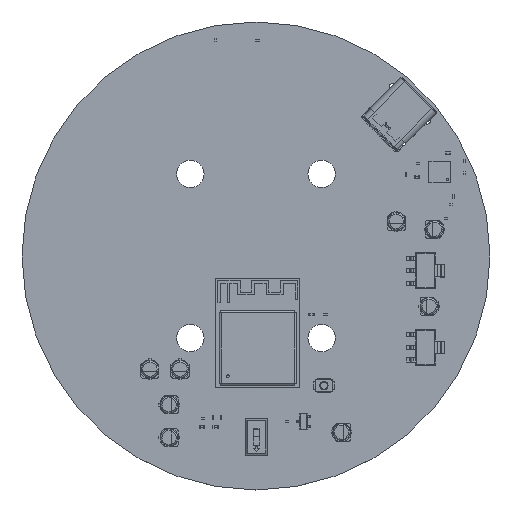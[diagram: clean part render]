
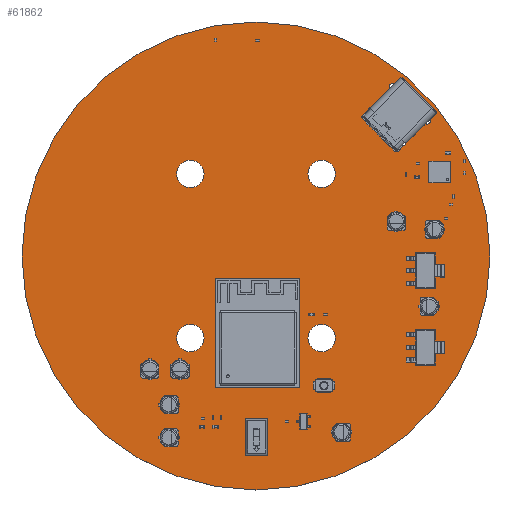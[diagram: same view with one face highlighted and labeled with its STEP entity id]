
A CAD part, top view. The second image highlights one B-rep face of the part: STEP entity #61862.
In plain terms, the highlighted planar face has unit normal (0, 0, 1).
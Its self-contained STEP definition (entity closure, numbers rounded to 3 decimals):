
#61717 = VERTEX_POINT('',#61718);
#61718 = CARTESIAN_POINT('',(85.636,-42.812,1.6));
#61724 = EDGE_CURVE('',#61717,#61717,#61725,.T.);
#61725 = CIRCLE('',#61726,42.75);
#61726 = AXIS2_PLACEMENT_3D('',#61727,#61728,#61729);
#61727 = CARTESIAN_POINT('',(42.886,-42.812,1.6));
#61728 = DIRECTION('',(0.,0.,1.));
#61729 = DIRECTION('',(1.,0.,-0.));
#61862 = ADVANCED_FACE('',(#61863,#61866,#61877,#61888,#61899,#61910,
    #61921,#61932,#61943,#61954,#61965),#61976,.T.);
#61863 = FACE_BOUND('',#61864,.T.);
#61864 = EDGE_LOOP('',(#61865));
#61865 = ORIENTED_EDGE('',*,*,#61724,.T.);
#61866 = FACE_BOUND('',#61867,.T.);
#61867 = EDGE_LOOP('',(#61868));
#61868 = ORIENTED_EDGE('',*,*,#61869,.F.);
#61869 = EDGE_CURVE('',#61870,#61870,#61872,.T.);
#61870 = VERTEX_POINT('',#61871);
#61871 = CARTESIAN_POINT('',(33.386,-57.812,1.6));
#61872 = CIRCLE('',#61873,2.5);
#61873 = AXIS2_PLACEMENT_3D('',#61874,#61875,#61876);
#61874 = CARTESIAN_POINT('',(30.886,-57.812,1.6));
#61875 = DIRECTION('',(0.,0.,1.));
#61876 = DIRECTION('',(1.,0.,-0.));
#61877 = FACE_BOUND('',#61878,.T.);
#61878 = EDGE_LOOP('',(#61879));
#61879 = ORIENTED_EDGE('',*,*,#61880,.F.);
#61880 = EDGE_CURVE('',#61881,#61881,#61883,.T.);
#61881 = VERTEX_POINT('',#61882);
#61882 = CARTESIAN_POINT('',(57.386,-57.812,1.6));
#61883 = CIRCLE('',#61884,2.5);
#61884 = AXIS2_PLACEMENT_3D('',#61885,#61886,#61887);
#61885 = CARTESIAN_POINT('',(54.886,-57.812,1.6));
#61886 = DIRECTION('',(0.,0.,1.));
#61887 = DIRECTION('',(1.,0.,-0.));
#61888 = FACE_BOUND('',#61889,.T.);
#61889 = EDGE_LOOP('',(#61890));
#61890 = ORIENTED_EDGE('',*,*,#61891,.F.);
#61891 = EDGE_CURVE('',#61892,#61892,#61894,.T.);
#61892 = VERTEX_POINT('',#61893);
#61893 = CARTESIAN_POINT('',(33.386,-27.812,1.6));
#61894 = CIRCLE('',#61895,2.5);
#61895 = AXIS2_PLACEMENT_3D('',#61896,#61897,#61898);
#61896 = CARTESIAN_POINT('',(30.886,-27.812,1.6));
#61897 = DIRECTION('',(0.,0.,1.));
#61898 = DIRECTION('',(1.,0.,-0.));
#61899 = FACE_BOUND('',#61900,.T.);
#61900 = EDGE_LOOP('',(#61901));
#61901 = ORIENTED_EDGE('',*,*,#61902,.F.);
#61902 = EDGE_CURVE('',#61903,#61903,#61905,.T.);
#61903 = VERTEX_POINT('',#61904);
#61904 = CARTESIAN_POINT('',(57.386,-27.812,1.6));
#61905 = CIRCLE('',#61906,2.5);
#61906 = AXIS2_PLACEMENT_3D('',#61907,#61908,#61909);
#61907 = CARTESIAN_POINT('',(54.886,-27.812,1.6));
#61908 = DIRECTION('',(0.,0.,1.));
#61909 = DIRECTION('',(1.,0.,-0.));
#61910 = FACE_BOUND('',#61911,.T.);
#61911 = EDGE_LOOP('',(#61912));
#61912 = ORIENTED_EDGE('',*,*,#61913,.T.);
#61913 = EDGE_CURVE('',#61914,#61914,#61916,.T.);
#61914 = VERTEX_POINT('',#61915);
#61915 = CARTESIAN_POINT('',(68.463,-22.954,1.6));
#61916 = CIRCLE('',#61917,0.325);
#61917 = AXIS2_PLACEMENT_3D('',#61918,#61919,#61920);
#61918 = CARTESIAN_POINT('',(68.463,-22.629,1.6));
#61919 = DIRECTION('',(-0.,0.,-1.));
#61920 = DIRECTION('',(-0.,-1.,0.));
#61921 = FACE_BOUND('',#61922,.T.);
#61922 = EDGE_LOOP('',(#61923));
#61923 = ORIENTED_EDGE('',*,*,#61924,.T.);
#61924 = EDGE_CURVE('',#61925,#61925,#61927,.T.);
#61925 = VERTEX_POINT('',#61926);
#61926 = CARTESIAN_POINT('',(63.371,-18.012,1.6));
#61927 = CIRCLE('',#61928,0.475);
#61928 = AXIS2_PLACEMENT_3D('',#61929,#61930,#61931);
#61929 = CARTESIAN_POINT('',(63.371,-17.537,1.6));
#61930 = DIRECTION('',(-0.,0.,-1.));
#61931 = DIRECTION('',(0.,-1.,0.));
#61932 = FACE_BOUND('',#61933,.T.);
#61933 = EDGE_LOOP('',(#61934));
#61934 = ORIENTED_EDGE('',*,*,#61935,.T.);
#61935 = EDGE_CURVE('',#61936,#61936,#61938,.T.);
#61936 = VERTEX_POINT('',#61937);
#61937 = CARTESIAN_POINT('',(69.721,-22.669,1.6));
#61938 = CIRCLE('',#61939,0.55);
#61939 = AXIS2_PLACEMENT_3D('',#61940,#61941,#61942);
#61940 = CARTESIAN_POINT('',(69.721,-22.119,1.6));
#61941 = DIRECTION('',(-0.,0.,-1.));
#61942 = DIRECTION('',(-0.,-1.,0.));
#61943 = FACE_BOUND('',#61944,.T.);
#61944 = EDGE_LOOP('',(#61945));
#61945 = ORIENTED_EDGE('',*,*,#61946,.T.);
#61946 = EDGE_CURVE('',#61947,#61947,#61949,.T.);
#61947 = VERTEX_POINT('',#61948);
#61948 = CARTESIAN_POINT('',(74.183,-18.717,1.6));
#61949 = CIRCLE('',#61950,0.55);
#61950 = AXIS2_PLACEMENT_3D('',#61951,#61952,#61953);
#61951 = CARTESIAN_POINT('',(74.183,-18.167,1.6));
#61952 = DIRECTION('',(-0.,0.,-1.));
#61953 = DIRECTION('',(-0.,-1.,0.));
#61954 = FACE_BOUND('',#61955,.T.);
#61955 = EDGE_LOOP('',(#61956));
#61956 = ORIENTED_EDGE('',*,*,#61957,.T.);
#61957 = EDGE_CURVE('',#61958,#61958,#61960,.T.);
#61958 = VERTEX_POINT('',#61959);
#61959 = CARTESIAN_POINT('',(63.881,-16.829,1.6));
#61960 = CIRCLE('',#61961,0.55);
#61961 = AXIS2_PLACEMENT_3D('',#61962,#61963,#61964);
#61962 = CARTESIAN_POINT('',(63.881,-16.279,1.6));
#61963 = DIRECTION('',(-0.,0.,-1.));
#61964 = DIRECTION('',(0.,-1.,0.));
#61965 = FACE_BOUND('',#61966,.T.);
#61966 = EDGE_LOOP('',(#61967));
#61967 = ORIENTED_EDGE('',*,*,#61968,.T.);
#61968 = EDGE_CURVE('',#61969,#61969,#61971,.T.);
#61969 = VERTEX_POINT('',#61970);
#61970 = CARTESIAN_POINT('',(67.833,-12.367,1.6));
#61971 = CIRCLE('',#61972,0.55);
#61972 = AXIS2_PLACEMENT_3D('',#61973,#61974,#61975);
#61973 = CARTESIAN_POINT('',(67.833,-11.817,1.6));
#61974 = DIRECTION('',(-0.,0.,-1.));
#61975 = DIRECTION('',(-0.,-1.,0.));
#61976 = PLANE('',#61977);
#61977 = AXIS2_PLACEMENT_3D('',#61978,#61979,#61980);
#61978 = CARTESIAN_POINT('',(0.,0.,1.6));
#61979 = DIRECTION('',(0.,0.,1.));
#61980 = DIRECTION('',(1.,0.,-0.));
